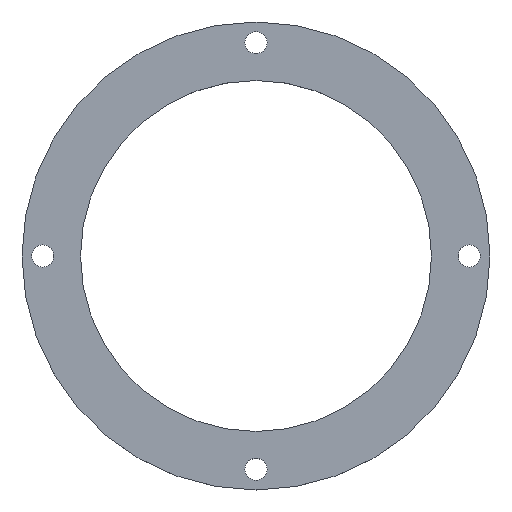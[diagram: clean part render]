
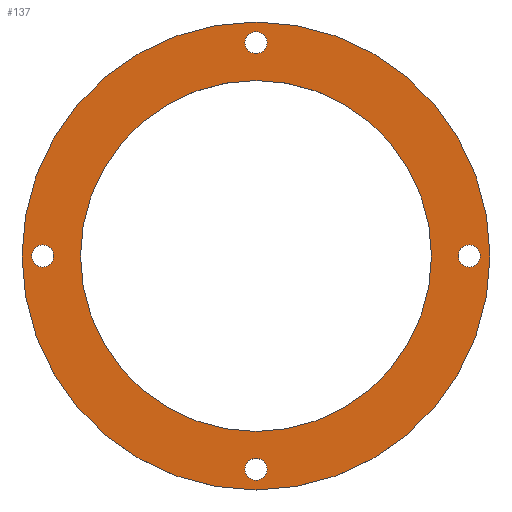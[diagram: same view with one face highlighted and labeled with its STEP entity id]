
A CAD part, top view. The second image highlights one B-rep face of the part: STEP entity #137.
In plain terms, the highlighted planar face has unit normal (0, 0, 1).
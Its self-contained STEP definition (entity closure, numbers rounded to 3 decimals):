
#15=PLANE('',#159);
#23=FACE_BOUND('',#54,.T.);
#24=FACE_BOUND('',#55,.T.);
#25=FACE_BOUND('',#56,.T.);
#26=FACE_BOUND('',#57,.T.);
#27=FACE_BOUND('',#58,.T.);
#39=FACE_OUTER_BOUND('',#53,.T.);
#53=EDGE_LOOP('',(#113));
#54=EDGE_LOOP('',(#114));
#55=EDGE_LOOP('',(#115));
#56=EDGE_LOOP('',(#116));
#57=EDGE_LOOP('',(#117));
#58=EDGE_LOOP('',(#118));
#65=CIRCLE('',#142,63.75);
#67=CIRCLE('',#145,4.);
#69=CIRCLE('',#148,4.);
#71=CIRCLE('',#151,4.);
#73=CIRCLE('',#154,4.);
#75=CIRCLE('',#157,85.);
#77=VERTEX_POINT('',#205);
#79=VERTEX_POINT('',#210);
#81=VERTEX_POINT('',#215);
#83=VERTEX_POINT('',#220);
#85=VERTEX_POINT('',#225);
#87=VERTEX_POINT('',#230);
#89=EDGE_CURVE('',#77,#77,#65,.T.);
#91=EDGE_CURVE('',#79,#79,#67,.T.);
#93=EDGE_CURVE('',#81,#81,#69,.T.);
#95=EDGE_CURVE('',#83,#83,#71,.T.);
#97=EDGE_CURVE('',#85,#85,#73,.T.);
#99=EDGE_CURVE('',#87,#87,#75,.T.);
#113=ORIENTED_EDGE('',*,*,#99,.F.);
#114=ORIENTED_EDGE('',*,*,#89,.T.);
#115=ORIENTED_EDGE('',*,*,#91,.T.);
#116=ORIENTED_EDGE('',*,*,#93,.T.);
#117=ORIENTED_EDGE('',*,*,#95,.T.);
#118=ORIENTED_EDGE('',*,*,#97,.T.);
#137=ADVANCED_FACE('',(#39,#23,#24,#25,#26,#27),#15,.F.);
#142=AXIS2_PLACEMENT_3D('',#206,#165,#166);
#145=AXIS2_PLACEMENT_3D('',#211,#171,#172);
#148=AXIS2_PLACEMENT_3D('',#216,#177,#178);
#151=AXIS2_PLACEMENT_3D('',#221,#183,#184);
#154=AXIS2_PLACEMENT_3D('',#226,#189,#190);
#157=AXIS2_PLACEMENT_3D('',#231,#195,#196);
#159=AXIS2_PLACEMENT_3D('',#234,#199,#200);
#165=DIRECTION('center_axis',(0.,0.,-1.));
#166=DIRECTION('ref_axis',(-1.,0.,0.));
#171=DIRECTION('center_axis',(0.,0.,-1.));
#172=DIRECTION('ref_axis',(-1.,0.,0.));
#177=DIRECTION('center_axis',(0.,0.,-1.));
#178=DIRECTION('ref_axis',(-1.,0.,0.));
#183=DIRECTION('center_axis',(0.,0.,-1.));
#184=DIRECTION('ref_axis',(-1.,0.,0.));
#189=DIRECTION('center_axis',(0.,0.,-1.));
#190=DIRECTION('ref_axis',(-1.,0.,0.));
#195=DIRECTION('center_axis',(0.,0.,-1.));
#196=DIRECTION('ref_axis',(-1.,0.,0.));
#199=DIRECTION('center_axis',(0.,0.,-1.));
#200=DIRECTION('ref_axis',(-1.,0.,0.));
#205=CARTESIAN_POINT('',(63.75,0.,4.));
#206=CARTESIAN_POINT('Origin',(0.,0.,4.));
#210=CARTESIAN_POINT('',(81.5,0.,4.));
#211=CARTESIAN_POINT('Origin',(77.5,0.,4.));
#215=CARTESIAN_POINT('',(4.,-77.5,4.));
#216=CARTESIAN_POINT('Origin',(0.,-77.5,4.));
#220=CARTESIAN_POINT('',(-73.5,0.,4.));
#221=CARTESIAN_POINT('Origin',(-77.5,0.,4.));
#225=CARTESIAN_POINT('',(4.,77.5,4.));
#226=CARTESIAN_POINT('Origin',(0.,77.5,4.));
#230=CARTESIAN_POINT('',(85.,0.,4.));
#231=CARTESIAN_POINT('Origin',(0.,0.,4.));
#234=CARTESIAN_POINT('Origin',(0.,0.,4.));
